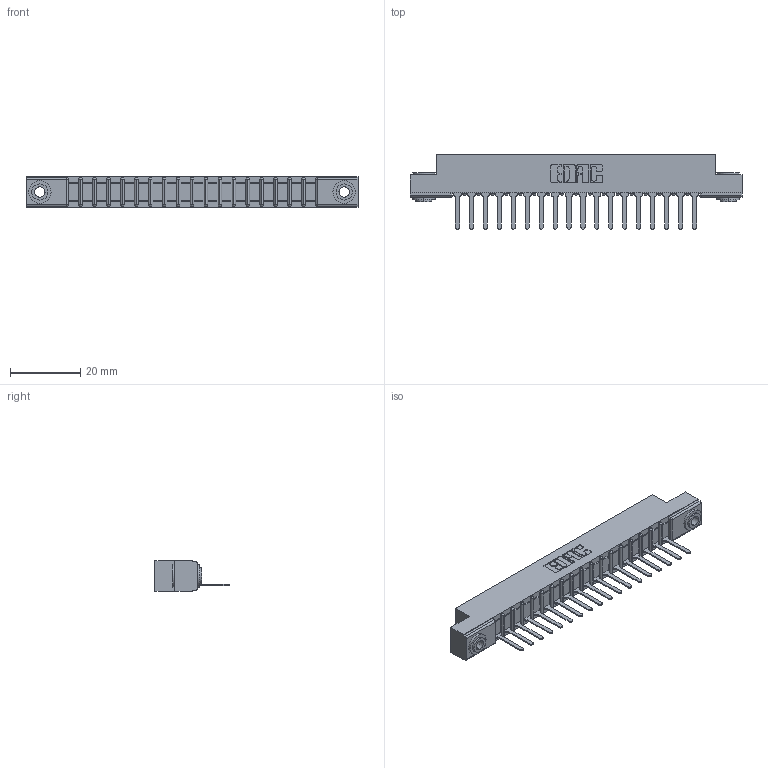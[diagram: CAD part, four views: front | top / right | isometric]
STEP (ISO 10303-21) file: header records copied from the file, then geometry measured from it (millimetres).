
FILE_DESCRIPTION (( 'STEP AP203' ), '1' );
FILE_NAME ('307-018-427-103.STEP', '2020-09-25T23:07:34', ( '' ), ( '' ), 'SwSTEP 2.0', 'SolidWorks 2020', '' );
FILE_SCHEMA (( 'CONFIG_CONTROL_DESIGN' ));
Length unit declared in the file: inch
Products named in the file (4): 307-018-427-103; 307-290-001_527; 307 Part_.156 Dia Mounting Holes; 345-250-002_345-250-002-102
Assembly tree (21 placements, depth 2):
  307-018-427-103
    307 Part_.156 Dia Mounting Holes
    307-290-001_527  x18
    345-250-002_345-250-002-102  x2
Bounding box: 94.34 x 21.11 x 8.71 mm (x, y, z)
Volume: 5978.8 mm3; surface area: 9430.8 mm2
Topology: 21 solids, 21 shells, 1197 faces, 3351 edges, 2154 vertices
Faces by surface type: plane 760, cylinder 391, sphere 38, cone 8
Entity records: 19423 total; most frequent: CARTESIAN_POINT 3241, ORIENTED_EDGE 3218, DIRECTION 3181, EDGE_CURVE 1609, VECTOR 1217, LINE 1217, VERTEX_POINT 1042, AXIS2_PLACEMENT_3D 982
